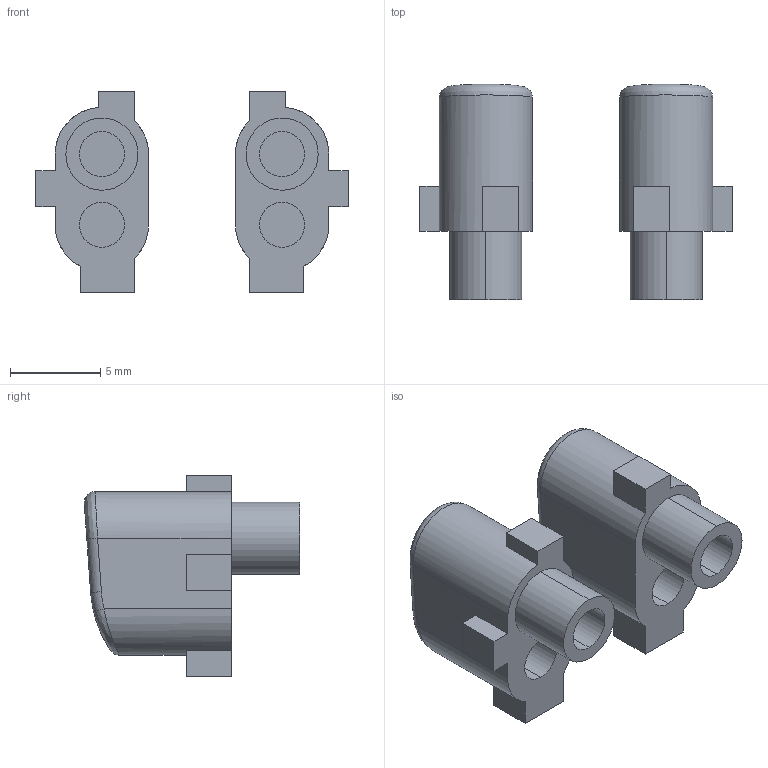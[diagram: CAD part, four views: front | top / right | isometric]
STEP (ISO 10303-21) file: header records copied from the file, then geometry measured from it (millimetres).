
FILE_DESCRIPTION (( 'STEP AP214' ), '1' );
FILE_NAME ('share-opt-org.STEP', '2021-09-04T14:50:34', ( 'NoNo' ), ( '' ), 'SwSTEP 2.0', 'none', '' );
FILE_SCHEMA (( 'AUTOMOTIVE_DESIGN' ));
Length unit declared in the file: millimetre
Products named in the file (1): share-opt-org
Bounding box: 17.32 x 11.95 x 11.2 mm (x, y, z)
Volume: 613.6 mm3; surface area: 930.2 mm2
Topology: 2 solids, 2 shells, 74 faces, 192 edges, 124 vertices
Faces by surface type: plane 42, cylinder 24, torus 4, bspline 4
Entity records: 2687 total; most frequent: CARTESIAN_POINT 801, DIRECTION 390, ORIENTED_EDGE 384, EDGE_CURVE 192, AXIS2_PLACEMENT_3D 137, VERTEX_POINT 124, VECTOR 116, LINE 116
